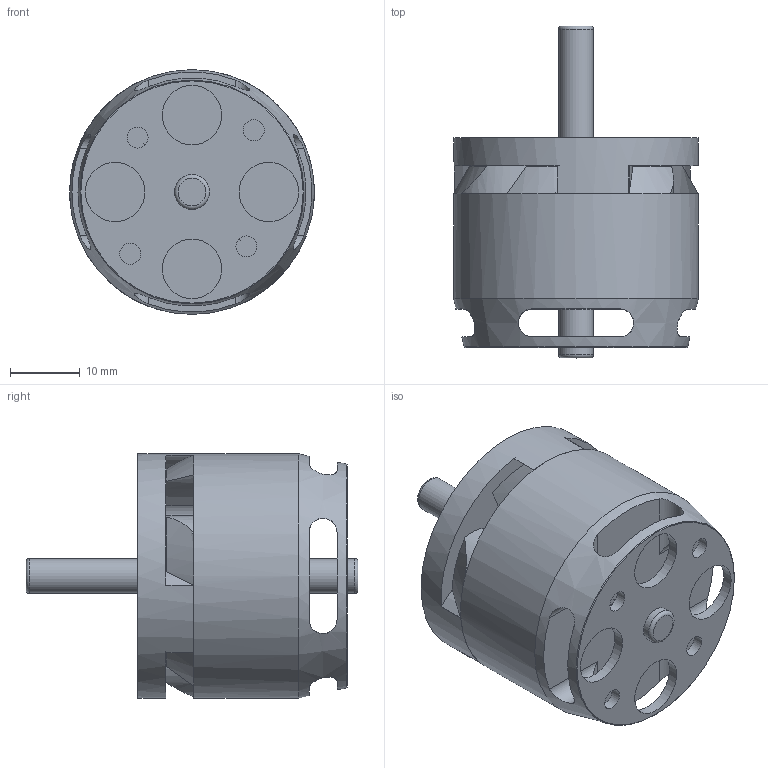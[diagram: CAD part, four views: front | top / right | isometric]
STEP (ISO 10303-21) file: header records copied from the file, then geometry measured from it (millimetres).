
FILE_DESCRIPTION(/* description */ (''),/* implementation_level */ '2;1');
FILE_NAME(/* name */ 'Flash Hobby D3530 1100KV.stp',/* time_stamp */ '2022-12-15T21:04:49-05:00',/* author */ ('Nathan Cai'),/* organization */ (''),/* preprocessor_version */ 'ST-DEVELOPER v19.2',/* originating_system */ 'Autodesk Inventor 2023',/* authorisation */ '');
FILE_SCHEMA (('AUTOMOTIVE_DESIGN { 1 0 10303 214 3 1 1 }'));
Length unit declared in the file: inch
Products named in the file (4): Flash Hobby D3530 1100KV; Body - Basic; Shaft; Negative
Assembly tree (3 placements, depth 2):
  Flash Hobby D3530 1100KV
    Body - Basic
    Shaft
    Negative
Bounding box: 35 x 47.5 x 35 mm (x, y, z)
Volume: 24194.1 mm3; surface area: 10157.9 mm2
Topology: 3 solids, 3 shells, 107 faces, 268 edges, 174 vertices
Faces by surface type: cylinder 57, plane 30, cone 18, torus 2
Full cylindrical faces by diameter (mm): 2 x6, 3 x4, 5 x3, 8.5 x4, 10.8 x1, 11 x1, 11.2 x1, 35 x2
Entity records: 3667 total; most frequent: CARTESIAN_POINT 820, DIRECTION 622, ORIENTED_EDGE 536, AXIS2_PLACEMENT_3D 272, EDGE_CURVE 268, VERTEX_POINT 174, CIRCLE 154, EDGE_LOOP 140
